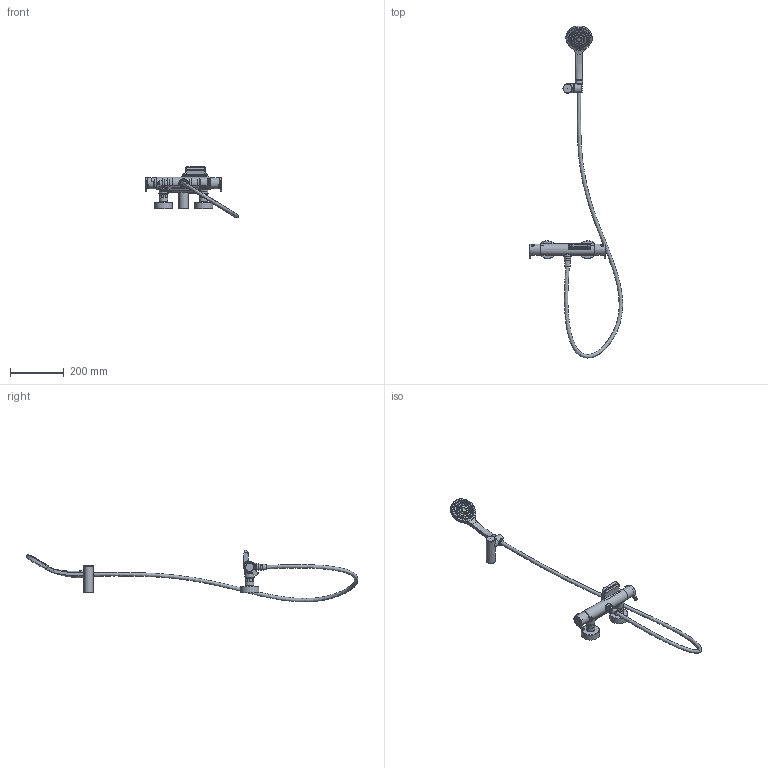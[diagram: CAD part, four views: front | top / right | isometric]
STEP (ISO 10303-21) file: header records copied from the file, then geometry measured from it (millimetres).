
FILE_DESCRIPTION (( 'STEP AP203' ), '1' );
FILE_NAME ('94-P61652.STEP', '2021-03-24T12:12:22', ( '' ), ( '' ), 'SwSTEP 2.0', 'SolidWorks 2018', '' );
FILE_SCHEMA (( 'CONFIG_CONTROL_DESIGN' ));
Length unit declared in the file: millimetre
Products named in the file (1): 94-P61652
Bounding box: 345.65 x 1232.35 x 192.33 mm (x, y, z)
Volume: 766337.8 mm3; surface area: 292858.2 mm2
Topology: 18 solids, 18 shells, 1483 faces, 3595 edges, 2264 vertices
Faces by surface type: cylinder 488, plane 483, bspline 306, torus 121, cone 80, sphere 5
Full cylindrical faces by diameter (mm): 2.3 x1, 3.1 x4, 3.3 x2, 4 x80, 4.15 x2, 4.5 x1, 4.65 x2, 5.8 x7, 6 x1, 6.2 x1, 8.9 x1, 9.8 x3, 10 x1, 10.1 x2, 10.5 x1, 12.8 x1, 13.4 x1, 14 x2, 15 x1, 16.4 x2, 17.7 x1, 18.1 x1, 18.3 x3, 18.5 x1, 18.632 x1, 19 x1, 19.5 x2, 20.3 x1, 20.65 x2, 20.8 x2
Entity records: 74084 total; most frequent: CARTESIAN_POINT 44572, ORIENTED_EDGE 6152, DIRECTION 5313, EDGE_CURVE 3076, AXIS2_PLACEMENT_3D 2170, VERTEX_POINT 2110, EDGE_LOOP 1988, FACE_OUTER_BOUND 1754
